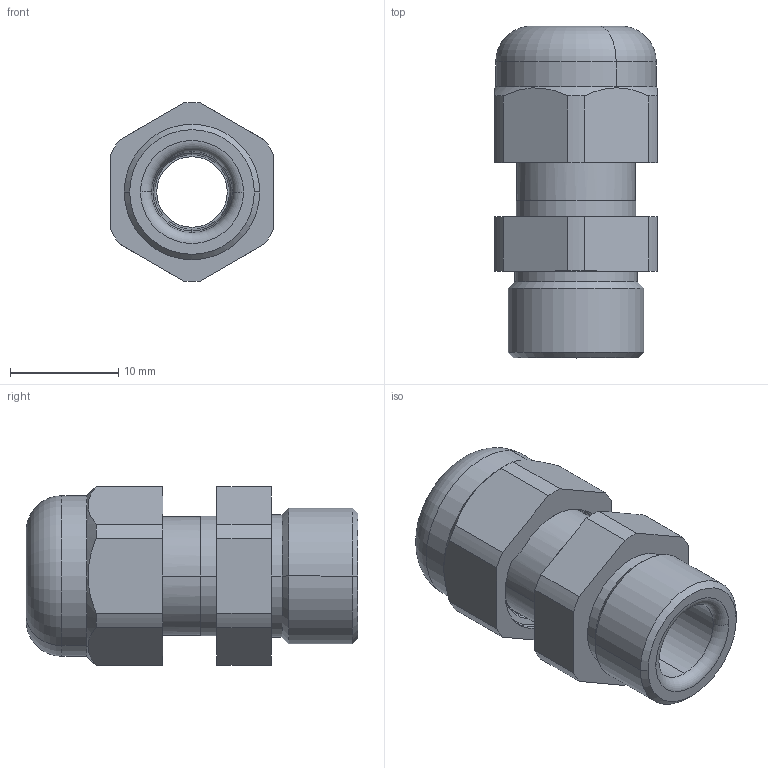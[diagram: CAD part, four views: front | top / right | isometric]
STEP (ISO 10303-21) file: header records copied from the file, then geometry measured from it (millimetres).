
FILE_DESCRIPTION (( 'STEP AP214' ), '1' );
FILE_NAME ('2022605.stp', '2017-09-28T06:25:49', ( '' ), ( '' ), 'SwSTEP 2.0', 'SolidWorks 2016', '' );
FILE_SCHEMA (( 'AUTOMOTIVE_DESIGN' ));
Length unit declared in the file: millimetre
Products named in the file (4): 2022605; EV131-07-02_Pg7 Standard mit Gewinde; EV501_PG07; EV111-07-01_Gewindedarstellung
Assembly tree (3 placements, depth 2):
  2022605
    EV111-07-01_Gewindedarstellung
    EV501_PG07
    EV131-07-02_Pg7 Standard mit Gewinde
Bounding box: 15 x 30.6 x 16.49 mm (x, y, z)
Volume: 3023.7 mm3; surface area: 3896.5 mm2
Topology: 3 solids, 3 shells, 209 faces, 567 edges, 366 vertices
Faces by surface type: cylinder 92, plane 69, cone 19, torus 18, bspline 11
Entity records: 16518 total; most frequent: CARTESIAN_POINT 11236, ORIENTED_EDGE 1134, DIRECTION 1030, EDGE_CURVE 567, AXIS2_PLACEMENT_3D 404, VERTEX_POINT 366, VECTOR 222, LINE 222
